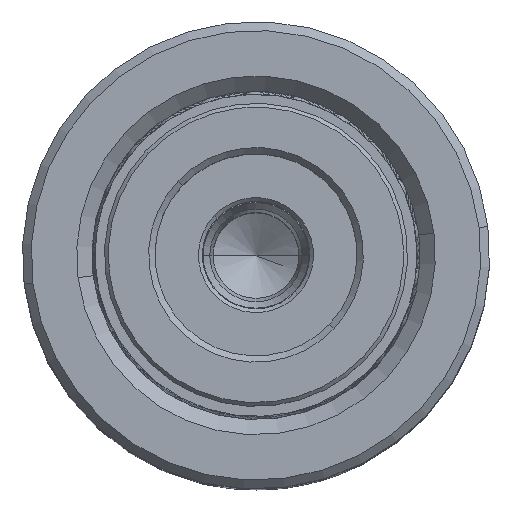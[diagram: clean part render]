
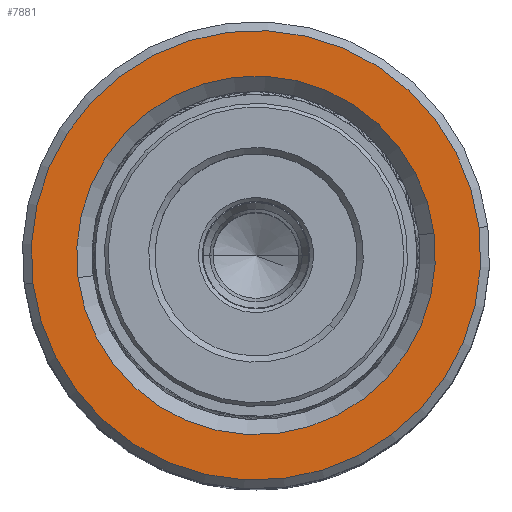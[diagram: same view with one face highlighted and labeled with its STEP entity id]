
A CAD part, top view. The second image highlights one B-rep face of the part: STEP entity #7881.
In plain terms, the highlighted planar face has unit normal (0, 0, 1).
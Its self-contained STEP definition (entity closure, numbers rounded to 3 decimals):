
#834 = ORIENTED_EDGE ( 'NONE', *, *, #17933, .T. ) ;
#917 = DIRECTION ( 'NONE',  ( 1., 0., 0. ) ) ;
#1922 = CARTESIAN_POINT ( 'NONE',  ( -14.2, 0., 60. ) ) ;
#3768 = CARTESIAN_POINT ( 'NONE',  ( 0., 0., 60. ) ) ;
#4571 = DIRECTION ( 'NONE',  ( 1., 0., 0. ) ) ;
#6734 = VERTEX_POINT ( 'NONE', #1922 ) ;
#7671 = EDGE_CURVE ( 'NONE', #24935, #27438, #28063, .T. ) ;
#7881 = ADVANCED_FACE ( 'NONE', ( #18716, #8006 ), #8183, .T. ) ;
#8006 = FACE_BOUND ( 'NONE', #23547, .T. ) ;
#8183 = PLANE ( 'NONE',  #22384 ) ;
#8539 = ORIENTED_EDGE ( 'NONE', *, *, #31670, .T. ) ;
#11026 = DIRECTION ( 'NONE',  ( 1., 0., 0. ) ) ;
#11041 = CARTESIAN_POINT ( 'NONE',  ( 14.2, 0., 60. ) ) ;
#11478 = CARTESIAN_POINT ( 'NONE',  ( 17.8, 0., 60. ) ) ;
#11607 = CARTESIAN_POINT ( 'NONE',  ( 0., 0., 60. ) ) ;
#11664 = AXIS2_PLACEMENT_3D ( 'NONE', #11607, #17326, #917 ) ;
#11724 = AXIS2_PLACEMENT_3D ( 'NONE', #3768, #14633, #19625 ) ;
#12694 = AXIS2_PLACEMENT_3D ( 'NONE', #20825, #15464, #18153 ) ;
#13639 = AXIS2_PLACEMENT_3D ( 'NONE', #23458, #20783, #4571 ) ;
#14518 = CIRCLE ( 'NONE', #11664, 14.2 ) ;
#14633 = DIRECTION ( 'NONE',  ( 0., 0., 1. ) ) ;
#15161 = EDGE_CURVE ( 'NONE', #15348, #6734, #14518, .T. ) ;
#15348 = VERTEX_POINT ( 'NONE', #11041 ) ;
#15464 = DIRECTION ( 'NONE',  ( 0., 0., 1. ) ) ;
#16394 = DIRECTION ( 'NONE',  ( 0., 0., 1. ) ) ;
#17076 = CIRCLE ( 'NONE', #13639, 14.2 ) ;
#17326 = DIRECTION ( 'NONE',  ( 0., 0., -1. ) ) ;
#17933 = EDGE_CURVE ( 'NONE', #27438, #24935, #20845, .T. ) ;
#18153 = DIRECTION ( 'NONE',  ( 1., 0., 0. ) ) ;
#18716 = FACE_OUTER_BOUND ( 'NONE', #30841, .T. ) ;
#19062 = CARTESIAN_POINT ( 'NONE',  ( 0., 0., 60. ) ) ;
#19625 = DIRECTION ( 'NONE',  ( 1., 0., 0. ) ) ;
#20783 = DIRECTION ( 'NONE',  ( 0., 0., -1. ) ) ;
#20825 = CARTESIAN_POINT ( 'NONE',  ( 0., 0., 60. ) ) ;
#20845 = CIRCLE ( 'NONE', #11724, 17.8 ) ;
#21429 = ORIENTED_EDGE ( 'NONE', *, *, #7671, .T. ) ;
#22384 = AXIS2_PLACEMENT_3D ( 'NONE', #19062, #16394, #11026 ) ;
#23458 = CARTESIAN_POINT ( 'NONE',  ( 0., 0., 60. ) ) ;
#23547 = EDGE_LOOP ( 'NONE', ( #31718, #8539 ) ) ;
#24935 = VERTEX_POINT ( 'NONE', #11478 ) ;
#27438 = VERTEX_POINT ( 'NONE', #29324 ) ;
#28063 = CIRCLE ( 'NONE', #12694, 17.8 ) ;
#29324 = CARTESIAN_POINT ( 'NONE',  ( -17.8, 0., 60. ) ) ;
#30841 = EDGE_LOOP ( 'NONE', ( #834, #21429 ) ) ;
#31670 = EDGE_CURVE ( 'NONE', #6734, #15348, #17076, .T. ) ;
#31718 = ORIENTED_EDGE ( 'NONE', *, *, #15161, .T. ) ;
